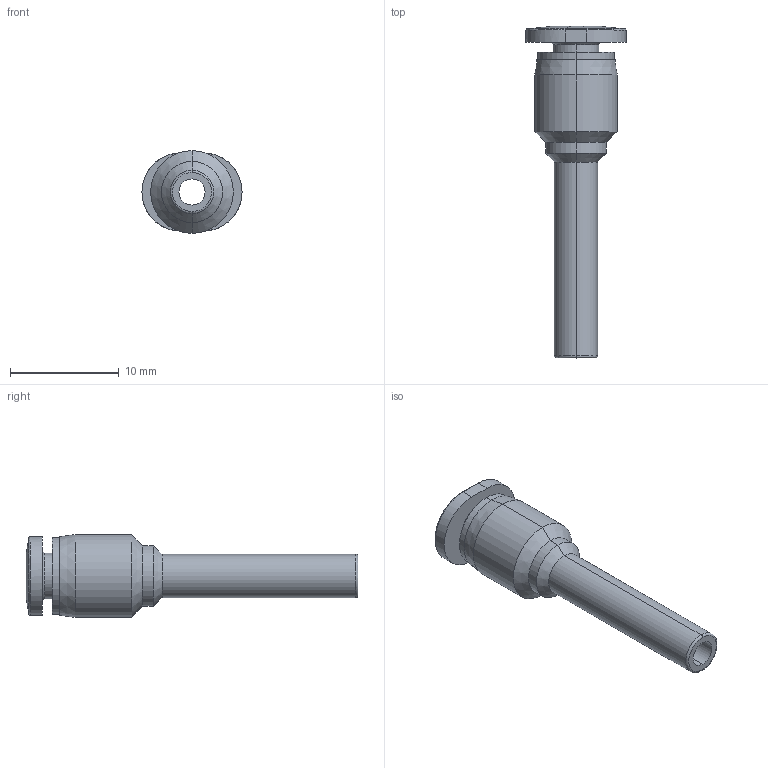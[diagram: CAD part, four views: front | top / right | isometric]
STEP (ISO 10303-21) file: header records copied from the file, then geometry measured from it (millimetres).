
FILE_DESCRIPTION (( 'STEP AP203' ), '1' );
FILE_NAME ('PR532-18.step', '2016-02-15T20:02:07', ( '' ), ( '' ), 'SwSTEP 2.0', 'SolidWorks 2015', '' );
FILE_SCHEMA (( 'CONFIG_CONTROL_DESIGN' ));
Length unit declared in the file: inch
Products named in the file (1): PR532-18
Bounding box: 9.2 x 30.5 x 7.6 mm (x, y, z)
Volume: 532.6 mm3; surface area: 887.1 mm2
Topology: 1 solids, 1 shells, 50 faces, 106 edges, 62 vertices
Faces by surface type: bspline 16, cylinder 16, cone 10, plane 8
Entity records: 2473 total; most frequent: CARTESIAN_POINT 1395, ORIENTED_EDGE 212, DIRECTION 190, EDGE_CURVE 106, AXIS2_PLACEMENT_3D 75, VERTEX_POINT 62, EDGE_LOOP 56, FACE_OUTER_BOUND 50
